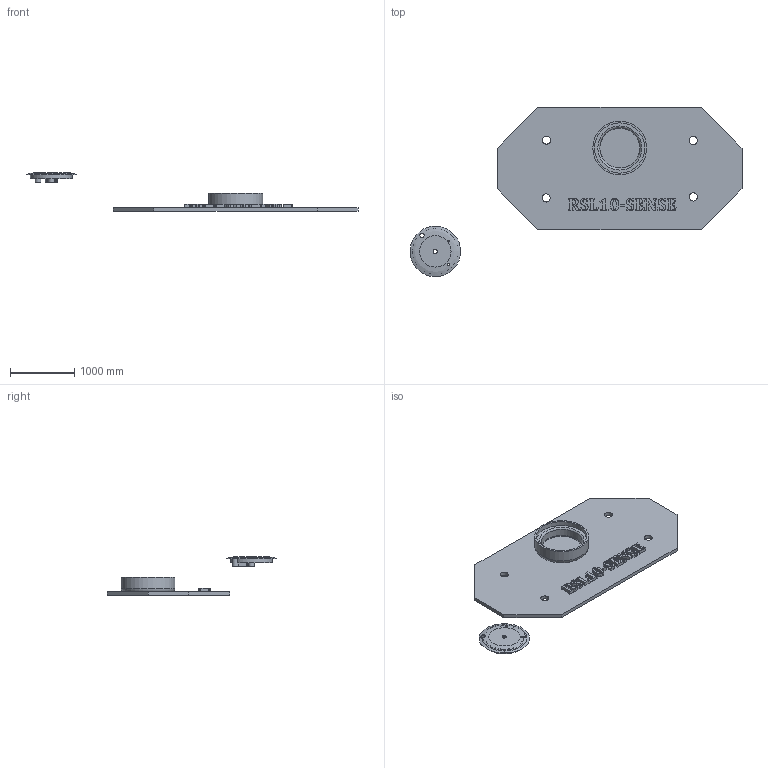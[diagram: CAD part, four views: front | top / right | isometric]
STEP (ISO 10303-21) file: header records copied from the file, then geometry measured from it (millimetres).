
FILE_DESCRIPTION(/* description */ (''),/* implementation_level */ '2;1');
FILE_NAME(/* name */ 'RSL10SMM.step',/* time_stamp */ '2020-03-21T00:35:16+05:00',/* author */ (''),/* organization */ (''),/* preprocessor_version */ 'ST-DEVELOPER v18',/* originating_system */ 'Autodesk Translation Framework v8.12.0.6',/* authorisation */ '');
FILE_SCHEMA (('AUTOMOTIVE_DESIGN { 1 0 10303 214 3 1 1 }'));
Length unit declared in the file: inch
Products named in the file (3): (Unsaved); Body1; Body2
Assembly tree (2 placements, depth 2):
  (Unsaved)
    Body1
    Body2
Bounding box: 5164.37 x 2636.47 x 601.04 mm (x, y, z)
Volume: 419832037.3 mm3; surface area: 17167021.2 mm2
Topology: 2 solids, 2 shells, 584 faces, 1687 edges, 1130 vertices
Faces by surface type: plane 285, bspline 262, cylinder 34, torus 3
Full cylindrical faces by diameter (mm): 30.642 x1, 39.896 x1, 66.097 x1, 66.503 x1, 91.989 x1, 91.99 x1, 127 x4, 635 x1, 782.656 x1, 838.2 x1
Entity records: 21818 total; most frequent: CARTESIAN_POINT 7992, ORIENTED_EDGE 3374, DIRECTION 1963, EDGE_CURVE 1687, VERTEX_POINT 1130, LINE 1009, VECTOR 1009, EDGE_LOOP 623
